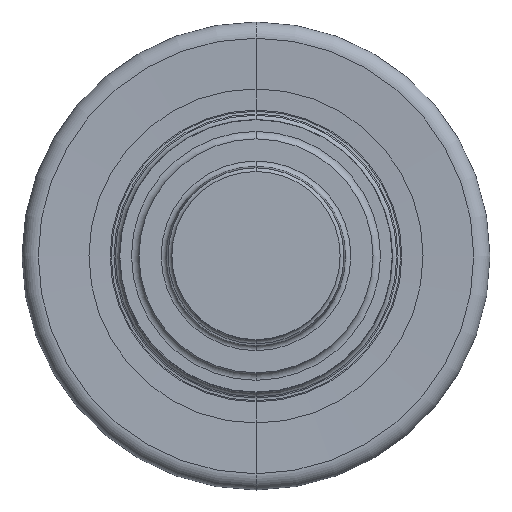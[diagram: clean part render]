
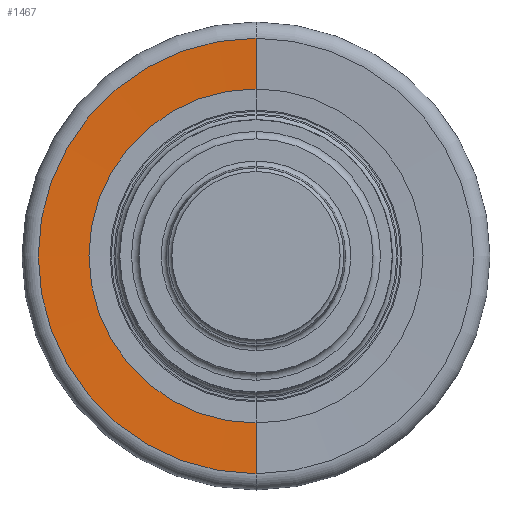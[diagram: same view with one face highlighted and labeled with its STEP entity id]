
A CAD part, top view. The second image highlights one B-rep face of the part: STEP entity #1467.
In plain terms, the highlighted conical face has half-angle 88.506 degrees and reference radius 7.275 mm.
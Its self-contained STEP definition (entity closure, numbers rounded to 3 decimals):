
#1283=CARTESIAN_POINT('',(0.,0.,2.04));
#1284=DIRECTION('',(0.,0.,-1.));
#1285=DIRECTION('',(0.,1.,0.));
#1286=AXIS2_PLACEMENT_3D('',#1283,#1284,#1285);
#1291=DIRECTION('',(0.,1.,-0.026));
#1292=VECTOR('',#1291,1.918);
#1293=CARTESIAN_POINT('',(0.,6.316,2.04));
#1294=LINE('',#1293,#1292);
#1298=DIRECTION('',(0.,-1.,-0.026));
#1299=VECTOR('',#1298,1.918);
#1300=CARTESIAN_POINT('',(0.,-6.316,2.04));
#1301=LINE('',#1300,#1299);
#1337=CARTESIAN_POINT('',(0.,0.,1.99));
#1338=DIRECTION('',(0.,0.,-1.));
#1339=DIRECTION('',(0.,1.,0.));
#1340=AXIS2_PLACEMENT_3D('',#1337,#1338,#1339);
#1379=CARTESIAN_POINT('',(0.,6.316,2.04));
#1380=VERTEX_POINT('',#1379);
#1381=CARTESIAN_POINT('',(0.,8.234,1.99));
#1382=VERTEX_POINT('',#1381);
#1389=CARTESIAN_POINT('',(0.,-6.316,2.04));
#1390=VERTEX_POINT('',#1389);
#1391=CARTESIAN_POINT('',(0.,-8.234,1.99));
#1392=VERTEX_POINT('',#1391);
#1453=CARTESIAN_POINT('',(0.,0.,2.015));
#1454=DIRECTION('',(0.,0.,-1.));
#1455=DIRECTION('',(0.,-1.,0.));
#1456=AXIS2_PLACEMENT_3D('',#1453,#1454,#1455);
#1457=CONICAL_SURFACE('',#1456,7.275,88.506);
#1459=ORIENTED_EDGE('',*,*,#1458,.F.);
#1460=ORIENTED_EDGE('',*,*,#1448,.T.);
#1462=ORIENTED_EDGE('',*,*,#1461,.T.);
#1464=ORIENTED_EDGE('',*,*,#1463,.F.);
#1465=EDGE_LOOP('',(#1459,#1460,#1462,#1464));
#1466=FACE_OUTER_BOUND('',#1465,.F.);
#1467=ADVANCED_FACE('',(#1466),#1457,.F.);
#1287=CIRCLE('',#1286,6.316);
#1341=CIRCLE('',#1340,8.234);
#1448=EDGE_CURVE('',#1380,#1390,#1287,.T.);
#1458=EDGE_CURVE('',#1380,#1382,#1294,.T.);
#1461=EDGE_CURVE('',#1390,#1392,#1301,.T.);
#1463=EDGE_CURVE('',#1382,#1392,#1341,.T.);
